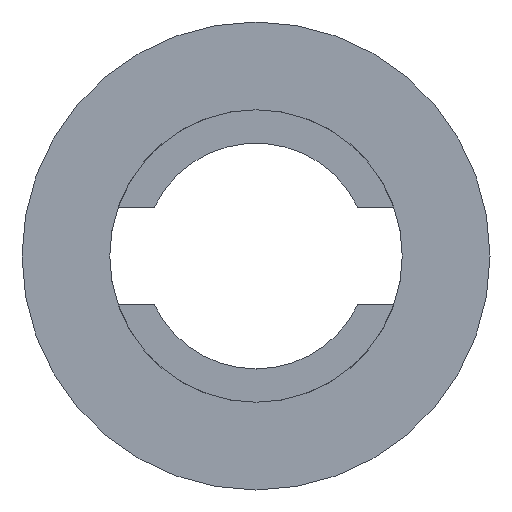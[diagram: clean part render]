
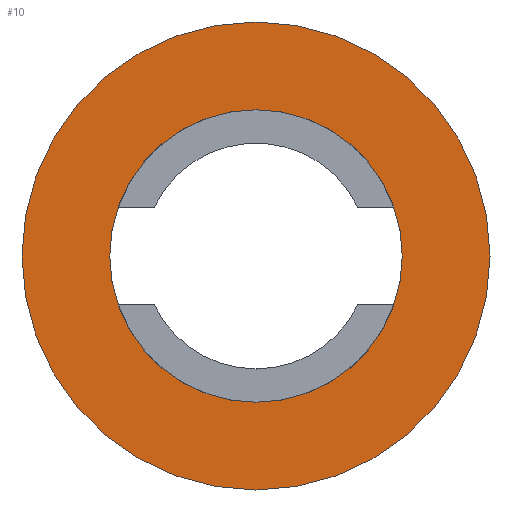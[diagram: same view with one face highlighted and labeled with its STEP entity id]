
A CAD part, left-side view. The second image highlights one B-rep face of the part: STEP entity #10.
In plain terms, the highlighted planar face has unit normal (-1, 0, 0).
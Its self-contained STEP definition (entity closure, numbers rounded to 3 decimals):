
#10 = ADVANCED_FACE ( 'NONE', ( #1003, #372 ), #683, .F. ) ;
#69 = ORIENTED_EDGE ( 'NONE', *, *, #497, .T. ) ;
#72 = DIRECTION ( 'NONE',  ( -1., 0., 0. ) ) ;
#95 = EDGE_LOOP ( 'NONE', ( #989, #69 ) ) ;
#98 = VERTEX_POINT ( 'NONE', #886 ) ;
#101 = CIRCLE ( 'NONE', #208, 7.5 ) ;
#126 = VERTEX_POINT ( 'NONE', #491 ) ;
#163 = CARTESIAN_POINT ( 'NONE',  ( 0., 0., 0. ) ) ;
#167 = ORIENTED_EDGE ( 'NONE', *, *, #1129, .F. ) ;
#175 = CARTESIAN_POINT ( 'NONE',  ( 0., 12., 0. ) ) ;
#208 = AXIS2_PLACEMENT_3D ( 'NONE', #163, #72, #788 ) ;
#225 = EDGE_LOOP ( 'NONE', ( #167, #1059 ) ) ;
#300 = CARTESIAN_POINT ( 'NONE',  ( 0., 0., 0. ) ) ;
#342 = DIRECTION ( 'NONE',  ( 0., 0., -1. ) ) ;
#355 = AXIS2_PLACEMENT_3D ( 'NONE', #1113, #672, #834 ) ;
#372 = FACE_OUTER_BOUND ( 'NONE', #95, .T. ) ;
#421 = CIRCLE ( 'NONE', #355, 7.5 ) ;
#491 = CARTESIAN_POINT ( 'NONE',  ( 0., 0., 7.5 ) ) ;
#497 = EDGE_CURVE ( 'NONE', #574, #98, #904, .T. ) ;
#574 = VERTEX_POINT ( 'NONE', #900 ) ;
#593 = DIRECTION ( 'NONE',  ( 1., 0., 0. ) ) ;
#599 = VERTEX_POINT ( 'NONE', #1086 ) ;
#665 = EDGE_CURVE ( 'NONE', #98, #574, #790, .T. ) ;
#672 = DIRECTION ( 'NONE',  ( -1., 0., 0. ) ) ;
#683 = PLANE ( 'NONE',  #992 ) ;
#771 = EDGE_CURVE ( 'NONE', #599, #126, #421, .T. ) ;
#780 = CARTESIAN_POINT ( 'NONE',  ( 0., 0., 0. ) ) ;
#788 = DIRECTION ( 'NONE',  ( 0., 0., 1. ) ) ;
#790 = CIRCLE ( 'NONE', #859, 12. ) ;
#834 = DIRECTION ( 'NONE',  ( 0., 0., 1. ) ) ;
#859 = AXIS2_PLACEMENT_3D ( 'NONE', #300, #1089, #1011 ) ;
#864 = DIRECTION ( 'NONE',  ( -1., 0., 0. ) ) ;
#886 = CARTESIAN_POINT ( 'NONE',  ( 0., 0., 12. ) ) ;
#900 = CARTESIAN_POINT ( 'NONE',  ( 0., 0., -12. ) ) ;
#904 = CIRCLE ( 'NONE', #946, 12. ) ;
#946 = AXIS2_PLACEMENT_3D ( 'NONE', #780, #864, #965 ) ;
#965 = DIRECTION ( 'NONE',  ( 0., 0., 1. ) ) ;
#989 = ORIENTED_EDGE ( 'NONE', *, *, #665, .T. ) ;
#992 = AXIS2_PLACEMENT_3D ( 'NONE', #175, #593, #342 ) ;
#1003 = FACE_BOUND ( 'NONE', #225, .T. ) ;
#1011 = DIRECTION ( 'NONE',  ( 0., 0., 1. ) ) ;
#1059 = ORIENTED_EDGE ( 'NONE', *, *, #771, .F. ) ;
#1086 = CARTESIAN_POINT ( 'NONE',  ( 0., 0., -7.5 ) ) ;
#1089 = DIRECTION ( 'NONE',  ( -1., 0., 0. ) ) ;
#1113 = CARTESIAN_POINT ( 'NONE',  ( 0., 0., 0. ) ) ;
#1129 = EDGE_CURVE ( 'NONE', #126, #599, #101, .T. ) ;
